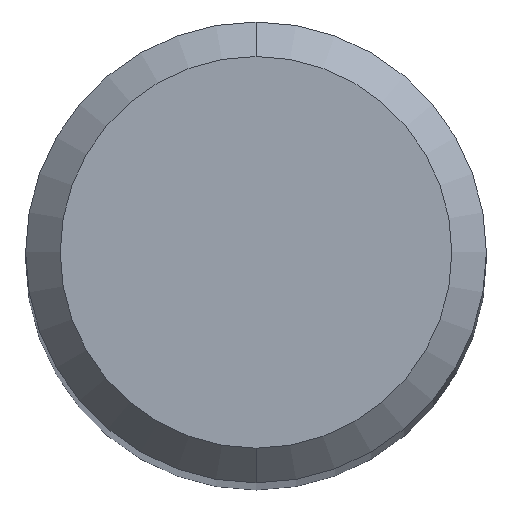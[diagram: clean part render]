
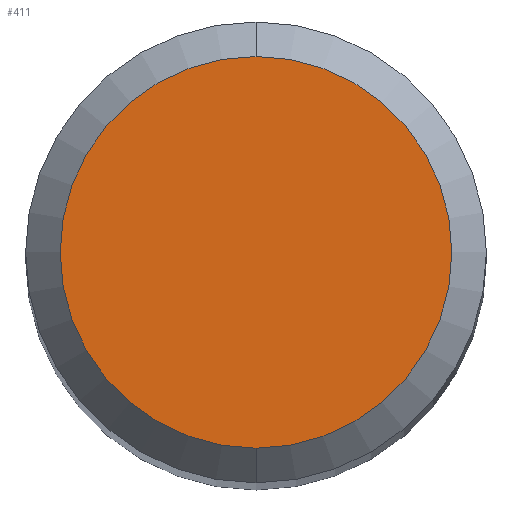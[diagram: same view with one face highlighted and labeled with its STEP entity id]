
A CAD part, top view. The second image highlights one B-rep face of the part: STEP entity #411.
In plain terms, the highlighted planar face has unit normal (0, 0, 1).
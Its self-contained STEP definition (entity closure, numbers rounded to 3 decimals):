
#183=EDGE_CURVE('',#445,#357,#490,.T.);
#203=EDGE_CURVE('',#357,#445,#512,.T.);
#357=VERTEX_POINT('',#682);
#411=ADVANCED_FACE('',(#742),#743,.T.);
#445=VERTEX_POINT('',#779);
#490=CIRCLE('',#824,1.7);
#512=CIRCLE('',#855,1.7);
#682=CARTESIAN_POINT('',(0.0,1.7,0.0));
#742=FACE_OUTER_BOUND('',#1278,.T.);
#743=PLANE('',#1279);
#779=CARTESIAN_POINT('',(0.,-1.7,0.0));
#824=AXIS2_PLACEMENT_3D('',#1447,#1448,#1449);
#855=AXIS2_PLACEMENT_3D('',#1478,#1479,#1480);
#1278=EDGE_LOOP('',(#1725,#1726));
#1279=AXIS2_PLACEMENT_3D('',#1727,#1728,#1729);
#1447=CARTESIAN_POINT('',(0.0,0.0,0.0));
#1448=DIRECTION('',(0.0,0.0,-1.0));
#1449=DIRECTION('',(0.0,1.0,0.0));
#1478=CARTESIAN_POINT('',(0.0,0.0,0.0));
#1479=DIRECTION('',(0.0,0.0,-1.0));
#1480=DIRECTION('',(0.0,1.0,0.0));
#1725=ORIENTED_EDGE('',*,*,#203,.F.);
#1726=ORIENTED_EDGE('',*,*,#183,.F.);
#1727=CARTESIAN_POINT('',(0.0,0.85,0.0));
#1728=DIRECTION('',(-0.0,0.0,1.0));
#1729=DIRECTION('',(0.0,-1.0,0.0));
